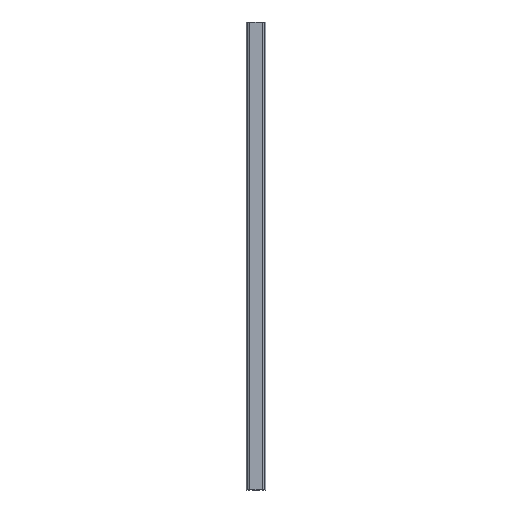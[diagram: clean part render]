
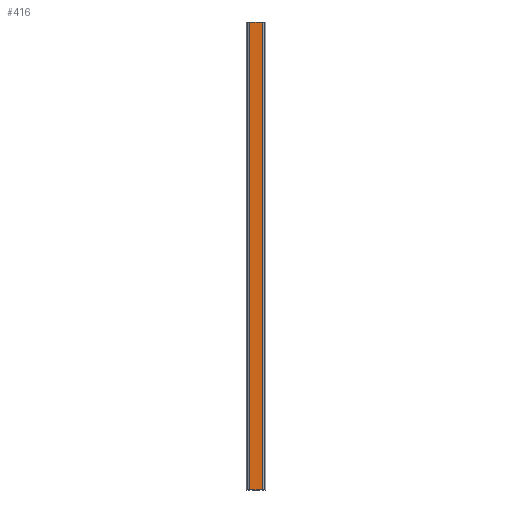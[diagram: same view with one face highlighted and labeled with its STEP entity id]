
A CAD part, top view. The second image highlights one B-rep face of the part: STEP entity #416.
In plain terms, the highlighted planar face has unit normal (0, 0, 1).
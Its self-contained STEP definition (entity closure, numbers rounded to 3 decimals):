
#416=ADVANCED_FACE('',(#856),#857,.T.);
#856=FACE_OUTER_BOUND('',#1302,.T.);
#857=PLANE('',#1303);
#1302=EDGE_LOOP('',(#2510,#2511,#2512,#2513));
#1303=AXIS2_PLACEMENT_3D('',#2514,#2515,#2516);
#2510=ORIENTED_EDGE('',*,*,#3016,.T.);
#2511=ORIENTED_EDGE('',*,*,#3110,.F.);
#2512=ORIENTED_EDGE('',*,*,#2897,.T.);
#2513=ORIENTED_EDGE('',*,*,#3108,.T.);
#2514=CARTESIAN_POINT('',(7.2,1090.0,38.));
#2515=DIRECTION('',(0.0,0.0,1.0));
#2516=DIRECTION('',(-1.0,0.0,0.0));
#2897=EDGE_CURVE('',#3548,#3546,#3549,.T.);
#3016=EDGE_CURVE('',#3741,#3739,#3742,.T.);
#3108=EDGE_CURVE('',#3546,#3741,#3848,.T.);
#3110=EDGE_CURVE('',#3548,#3739,#3850,.T.);
#3546=VERTEX_POINT('',#4457);
#3548=VERTEX_POINT('',#4460);
#3549=LINE('',#4461,#4462);
#3739=VERTEX_POINT('',#4741);
#3741=VERTEX_POINT('',#4744);
#3742=LINE('',#4745,#4746);
#3848=LINE('',#4881,#4882);
#3850=LINE('',#4884,#4885);
#4457=CARTESIAN_POINT('',(-14.4,1090.0,38.));
#4460=CARTESIAN_POINT('',(14.4,1090.0,38.));
#4461=CARTESIAN_POINT('',(14.4,1090.0,38.));
#4462=VECTOR('',#5174,1.0);
#4741=CARTESIAN_POINT('',(14.4,0.0,38.));
#4744=CARTESIAN_POINT('',(-14.4,0.0,38.));
#4745=CARTESIAN_POINT('',(0.0,0.0,38.));
#4746=VECTOR('',#5277,1.0);
#4881=CARTESIAN_POINT('',(-14.4,1090.0,38.));
#4882=VECTOR('',#5379,1.0);
#4884=CARTESIAN_POINT('',(14.4,1090.0,38.));
#4885=VECTOR('',#5380,1.0);
#5174=DIRECTION('',(-1.0,0.0,0.0));
#5277=DIRECTION('',(1.0,0.0,0.0));
#5379=DIRECTION('',(0.0,-1.0,0.0));
#5380=DIRECTION('',(0.0,-1.0,0.0));
